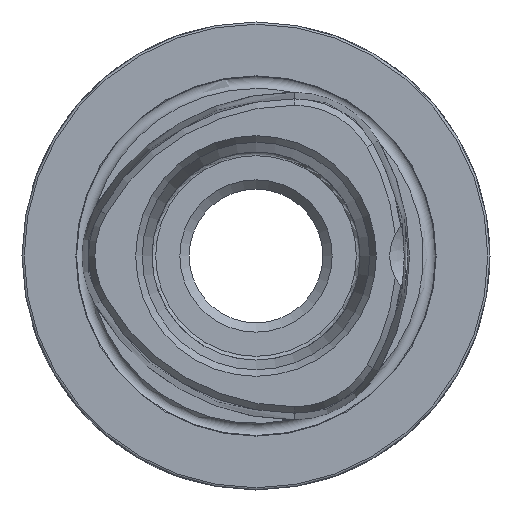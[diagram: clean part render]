
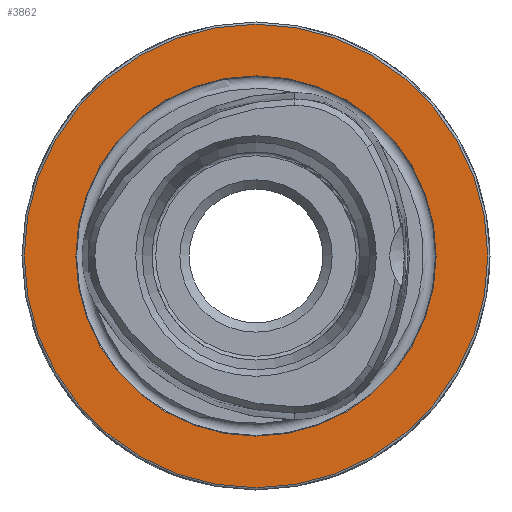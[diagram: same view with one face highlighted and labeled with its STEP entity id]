
A CAD part, left-side view. The second image highlights one B-rep face of the part: STEP entity #3862.
In plain terms, the highlighted planar face has unit normal (-1, 0, 0).
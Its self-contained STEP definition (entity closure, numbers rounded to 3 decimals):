
#25 = AXIS2_PLACEMENT_3D ( 'NONE', #3961, #1454, #338 ) ;
#338 = DIRECTION ( 'NONE',  ( 0., 0., 1. ) ) ;
#469 = EDGE_CURVE ( 'NONE', #2685, #2685, #4111, .T. ) ;
#489 = EDGE_LOOP ( 'NONE', ( #3510 ) ) ;
#596 = EDGE_LOOP ( 'NONE', ( #819 ) ) ;
#684 = AXIS2_PLACEMENT_3D ( 'NONE', #3257, #2529, #1758 ) ;
#712 = DIRECTION ( 'NONE',  ( 0., 0., 1. ) ) ;
#819 = ORIENTED_EDGE ( 'NONE', *, *, #469, .T. ) ;
#1454 = DIRECTION ( 'NONE',  ( -1., 0., 0. ) ) ;
#1506 = VERTEX_POINT ( 'NONE', #2807 ) ;
#1725 = CARTESIAN_POINT ( 'NONE',  ( 0., 0., 31.2 ) ) ;
#1758 = DIRECTION ( 'NONE',  ( 0., 0., -1. ) ) ;
#2055 = FACE_BOUND ( 'NONE', #489, .T. ) ;
#2194 = CARTESIAN_POINT ( 'NONE',  ( 0., 0., 0. ) ) ;
#2498 = PLANE ( 'NONE',  #684 ) ;
#2529 = DIRECTION ( 'NONE',  ( 1., 0., 0. ) ) ;
#2685 = VERTEX_POINT ( 'NONE', #1725 ) ;
#2807 = CARTESIAN_POINT ( 'NONE',  ( 0., 0., 24.25 ) ) ;
#2922 = DIRECTION ( 'NONE',  ( -1., 0., 0. ) ) ;
#3091 = CIRCLE ( 'NONE', #25, 24.25 ) ;
#3257 = CARTESIAN_POINT ( 'NONE',  ( 0., 24.25, 0. ) ) ;
#3360 = EDGE_CURVE ( 'NONE', #1506, #1506, #3091, .T. ) ;
#3510 = ORIENTED_EDGE ( 'NONE', *, *, #3360, .F. ) ;
#3711 = AXIS2_PLACEMENT_3D ( 'NONE', #2194, #2922, #712 ) ;
#3862 = ADVANCED_FACE ( 'NONE', ( #2055, #4356 ), #2498, .F. ) ;
#3961 = CARTESIAN_POINT ( 'NONE',  ( 0., 0., 0. ) ) ;
#4111 = CIRCLE ( 'NONE', #3711, 31.2 ) ;
#4356 = FACE_OUTER_BOUND ( 'NONE', #596, .T. ) ;
